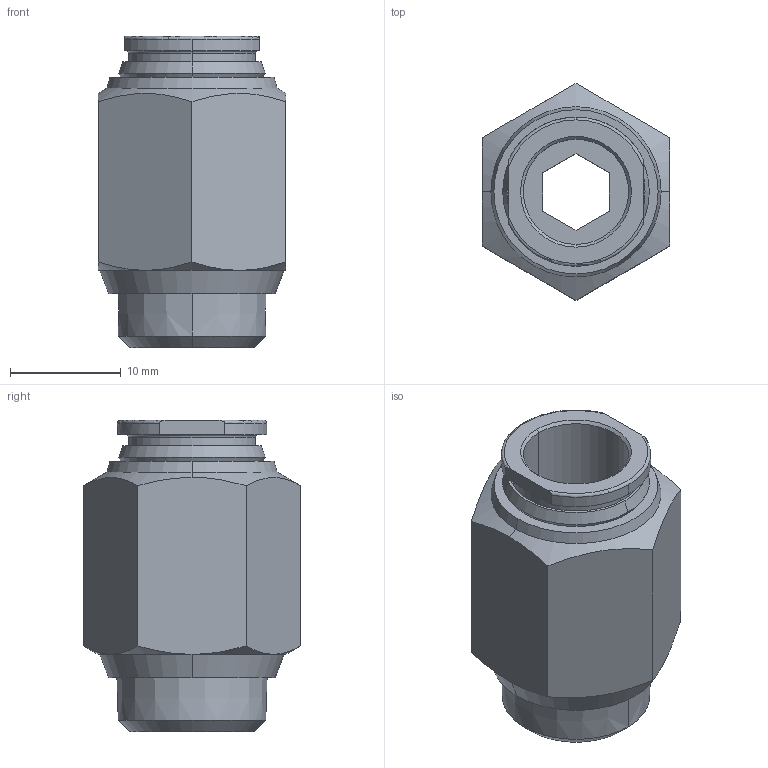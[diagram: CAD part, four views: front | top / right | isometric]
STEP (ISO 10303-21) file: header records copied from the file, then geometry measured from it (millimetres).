
FILE_DESCRIPTION (( 'STEP AP203' ), '1' );
FILE_NAME ('7397N26_NO THREADS_Universal-Thread Push-to-Connect Tube Fittings.STEP', '2021-09-09T17:13:06', ( 'Administrator' ), ( 'Managed by Terraform' ), 'SwSTEP 2.0', 'SolidWorks 2017', '' );
FILE_SCHEMA (( 'CONFIG_CONTROL_DESIGN' ));
Length unit declared in the file: millimetre
Products named in the file (1): 7397N26_NO THREADS_Universal-Thread Push-to-Connect Tube Fittings
Bounding box: 17 x 19.63 x 28.18 mm (x, y, z)
Volume: 4195.2 mm3; surface area: 2965.2 mm2
Topology: 2 solids, 2 shells, 65 faces, 146 edges, 92 vertices
Faces by surface type: plane 25, cone 24, cylinder 11, torus 5
Entity records: 2026 total; most frequent: CARTESIAN_POINT 480, DIRECTION 317, ORIENTED_EDGE 292, EDGE_CURVE 146, AXIS2_PLACEMENT_3D 129, VERTEX_POINT 92, EDGE_LOOP 76, FACE_OUTER_BOUND 65
